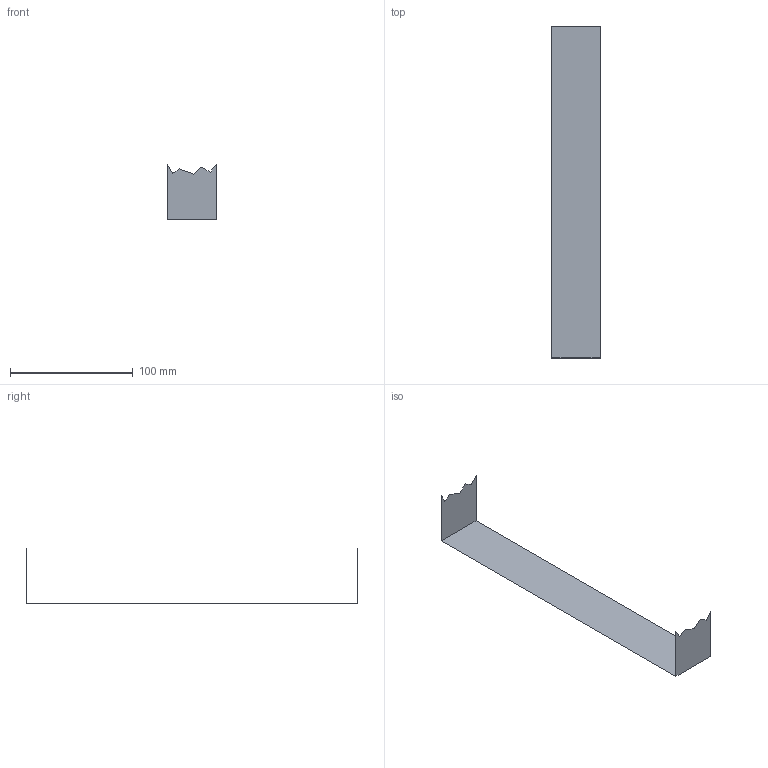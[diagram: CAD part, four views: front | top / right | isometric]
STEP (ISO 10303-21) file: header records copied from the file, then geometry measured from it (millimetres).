
FILE_DESCRIPTION(('CATIA V5 STEP Exchange'),'2;1');
FILE_NAME('TapeShape.stp','2024-10-02T05:46:09+00:00',('none'),('none'),'CATIA Unofficial Packaging Version','3DEXPERIENCE Platform STEP AP203 v1','none');
FILE_SCHEMA(('CONFIG_CONTROL_DESIGN'));
Length unit declared in the file: millimetre
Products named in the file (1): Part21
Bounding box: 40 x 270 x 45 mm (x, y, z)
Surface area: 14012.3 mm2 (no closed solid volume)
Topology: 0 solids, 1 shells, 3 faces, 20 edges, 18 vertices
Faces by surface type: plane 3
Entity records: 231 total; most frequent: CARTESIAN_POINT 42, DIRECTION 26, ORIENTED_EDGE 22, VECTOR 20, EDGE_CURVE 20, LINE 20, VERTEX_POINT 18, AXIS2_PLACEMENT_3D 4
